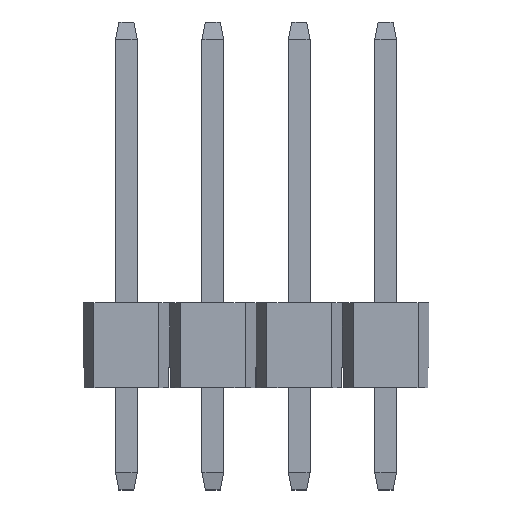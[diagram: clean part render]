
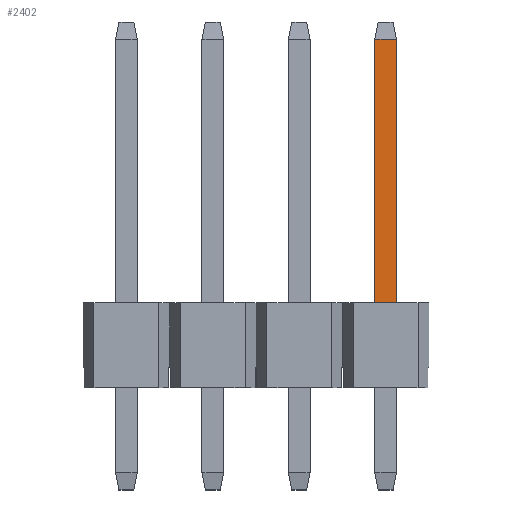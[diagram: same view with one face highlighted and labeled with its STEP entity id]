
A CAD part, top view. The second image highlights one B-rep face of the part: STEP entity #2402.
In plain terms, the highlighted planar face has unit normal (0, 0, 1).
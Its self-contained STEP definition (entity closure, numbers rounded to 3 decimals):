
#450=DIRECTION('',(1.,0.,0.));
#451=VECTOR('',#450,0.64);
#452=CARTESIAN_POINT('',(3.49,2.5,0.32));
#453=LINE('',#452,#451);
#638=DIRECTION('',(0.,-1.,0.));
#639=VECTOR('',#638,7.75);
#640=CARTESIAN_POINT('',(3.49,10.25,0.32));
#641=LINE('',#640,#639);
#682=DIRECTION('',(-1.,0.,0.));
#683=VECTOR('',#682,0.64);
#684=CARTESIAN_POINT('',(4.13,10.25,0.32));
#685=LINE('',#684,#683);
#698=DIRECTION('',(0.,-1.,0.));
#699=VECTOR('',#698,7.75);
#700=CARTESIAN_POINT('',(4.13,10.25,0.32));
#701=LINE('',#700,#699);
#1290=CARTESIAN_POINT('',(3.49,2.5,0.32));
#1292=VERTEX_POINT('',#1290);
#1294=CARTESIAN_POINT('',(4.13,2.5,0.32));
#1296=VERTEX_POINT('',#1294);
#1306=CARTESIAN_POINT('',(4.13,10.25,0.32));
#1307=CARTESIAN_POINT('',(3.49,10.25,0.32));
#1308=VERTEX_POINT('',#1306);
#1309=VERTEX_POINT('',#1307);
#2390=CARTESIAN_POINT('',(3.49,10.75,0.32));
#2391=DIRECTION('',(0.,0.,1.));
#2392=DIRECTION('',(0.,-1.,0.));
#2393=AXIS2_PLACEMENT_3D('',#2390,#2391,#2392);
#2394=PLANE('',#2393);
#2395=ORIENTED_EDGE('',*,*,#2381,.F.);
#2397=ORIENTED_EDGE('',*,*,#2396,.T.);
#2398=ORIENTED_EDGE('',*,*,#1952,.F.);
#2399=ORIENTED_EDGE('',*,*,#2323,.F.);
#2400=EDGE_LOOP('',(#2395,#2397,#2398,#2399));
#2401=FACE_OUTER_BOUND('',#2400,.F.);
#1952=EDGE_CURVE('',#1292,#1296,#453,.T.);
#2323=EDGE_CURVE('',#1309,#1292,#641,.T.);
#2381=EDGE_CURVE('',#1308,#1309,#685,.T.);
#2396=EDGE_CURVE('',#1308,#1296,#701,.T.);
#2402=ADVANCED_FACE('',(#2401),#2394,.T.);
